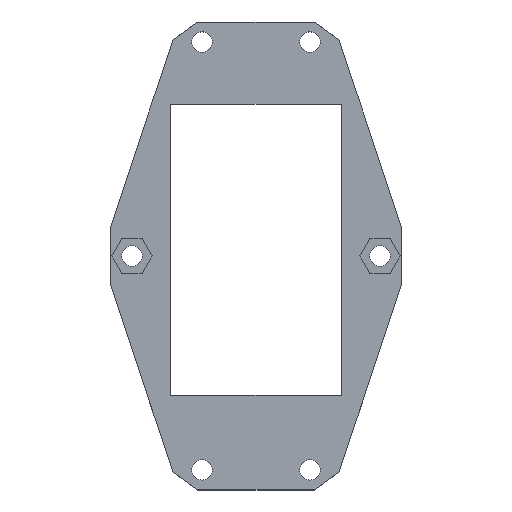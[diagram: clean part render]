
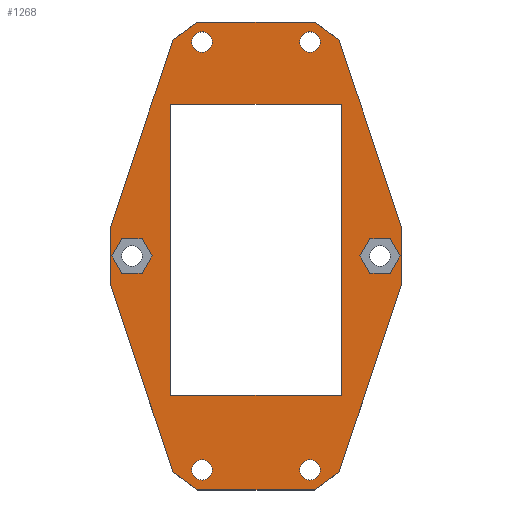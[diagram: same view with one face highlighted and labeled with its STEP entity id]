
A CAD part, top view. The second image highlights one B-rep face of the part: STEP entity #1268.
In plain terms, the highlighted planar face has unit normal (0, 0, 1).
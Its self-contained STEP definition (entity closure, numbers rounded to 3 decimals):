
#28=FACE_BOUND('',#182,.T.);
#29=FACE_BOUND('',#183,.T.);
#30=FACE_BOUND('',#184,.T.);
#31=FACE_BOUND('',#185,.T.);
#32=FACE_BOUND('',#186,.T.);
#33=FACE_BOUND('',#187,.T.);
#34=FACE_BOUND('',#188,.T.);
#48=PLANE('',#1372);
#108=FACE_OUTER_BOUND('',#181,.T.);
#181=EDGE_LOOP('',(#973,#974,#975,#976,#977,#978,#979,#980,#981,#982,#983,
#984));
#182=EDGE_LOOP('',(#985));
#183=EDGE_LOOP('',(#986));
#184=EDGE_LOOP('',(#987));
#185=EDGE_LOOP('',(#988));
#186=EDGE_LOOP('',(#989,#990,#991,#992));
#187=EDGE_LOOP('',(#993,#994,#995,#996,#997,#998));
#188=EDGE_LOOP('',(#999,#1000,#1001,#1002,#1003,#1004));
#244=LINE('',#1786,#402);
#247=LINE('',#1792,#405);
#250=LINE('',#1798,#408);
#251=LINE('',#1802,#409);
#257=LINE('',#1815,#415);
#261=LINE('',#1824,#419);
#263=LINE('',#1829,#421);
#269=LINE('',#1842,#427);
#275=LINE('',#1879,#433);
#280=LINE('',#1887,#438);
#297=LINE('',#1934,#455);
#298=LINE('',#1935,#456);
#299=LINE('',#1936,#457);
#300=LINE('',#1937,#458);
#301=LINE('',#1938,#459);
#302=LINE('',#1939,#460);
#303=LINE('',#1942,#461);
#304=LINE('',#1944,#462);
#305=LINE('',#1946,#463);
#306=LINE('',#1948,#464);
#307=LINE('',#1950,#465);
#308=LINE('',#1951,#466);
#309=LINE('',#1954,#467);
#310=LINE('',#1956,#468);
#311=LINE('',#1958,#469);
#312=LINE('',#1960,#470);
#313=LINE('',#1962,#471);
#314=LINE('',#1963,#472);
#402=VECTOR('',#1446,1000.);
#405=VECTOR('',#1451,1000.);
#408=VECTOR('',#1456,1000.);
#409=VECTOR('',#1459,1000.);
#415=VECTOR('',#1467,1000.);
#419=VECTOR('',#1473,1000.);
#421=VECTOR('',#1477,1000.);
#427=VECTOR('',#1485,1000.);
#433=VECTOR('',#1525,1000.);
#438=VECTOR('',#1532,1000.);
#455=VECTOR('',#1565,1000.);
#456=VECTOR('',#1566,1000.);
#457=VECTOR('',#1567,1000.);
#458=VECTOR('',#1568,1000.);
#459=VECTOR('',#1569,1000.);
#460=VECTOR('',#1570,1000.);
#461=VECTOR('',#1571,1000.);
#462=VECTOR('',#1572,1000.);
#463=VECTOR('',#1573,1000.);
#464=VECTOR('',#1574,1000.);
#465=VECTOR('',#1575,1000.);
#466=VECTOR('',#1576,1000.);
#467=VECTOR('',#1577,1000.);
#468=VECTOR('',#1578,1000.);
#469=VECTOR('',#1579,1000.);
#470=VECTOR('',#1580,1000.);
#471=VECTOR('',#1581,1000.);
#472=VECTOR('',#1582,1000.);
#563=CIRCLE('',#1350,1.65);
#566=CIRCLE('',#1354,1.65);
#569=CIRCLE('',#1358,1.65);
#572=CIRCLE('',#1362,1.65);
#586=VERTEX_POINT('',#1780);
#588=VERTEX_POINT('',#1784);
#590=VERTEX_POINT('',#1789);
#592=VERTEX_POINT('',#1795);
#593=VERTEX_POINT('',#1800);
#594=VERTEX_POINT('',#1801);
#599=VERTEX_POINT('',#1812);
#600=VERTEX_POINT('',#1814);
#603=VERTEX_POINT('',#1821);
#604=VERTEX_POINT('',#1823);
#605=VERTEX_POINT('',#1827);
#606=VERTEX_POINT('',#1828);
#611=VERTEX_POINT('',#1839);
#612=VERTEX_POINT('',#1841);
#615=VERTEX_POINT('',#1849);
#618=VERTEX_POINT('',#1857);
#621=VERTEX_POINT('',#1865);
#624=VERTEX_POINT('',#1873);
#625=VERTEX_POINT('',#1877);
#626=VERTEX_POINT('',#1878);
#651=VERTEX_POINT('',#1940);
#652=VERTEX_POINT('',#1941);
#653=VERTEX_POINT('',#1943);
#654=VERTEX_POINT('',#1945);
#655=VERTEX_POINT('',#1947);
#656=VERTEX_POINT('',#1949);
#657=VERTEX_POINT('',#1952);
#658=VERTEX_POINT('',#1953);
#659=VERTEX_POINT('',#1955);
#660=VERTEX_POINT('',#1957);
#661=VERTEX_POINT('',#1959);
#662=VERTEX_POINT('',#1961);
#710=EDGE_CURVE('',#586,#588,#244,.T.);
#713=EDGE_CURVE('',#586,#590,#247,.T.);
#716=EDGE_CURVE('',#590,#592,#250,.T.);
#717=EDGE_CURVE('',#593,#594,#251,.T.);
#723=EDGE_CURVE('',#600,#599,#257,.T.);
#727=EDGE_CURVE('',#603,#604,#261,.T.);
#729=EDGE_CURVE('',#605,#606,#263,.T.);
#735=EDGE_CURVE('',#612,#611,#269,.T.);
#740=EDGE_CURVE('',#615,#615,#563,.T.);
#744=EDGE_CURVE('',#618,#618,#566,.T.);
#748=EDGE_CURVE('',#621,#621,#569,.T.);
#752=EDGE_CURVE('',#624,#624,#572,.T.);
#753=EDGE_CURVE('',#625,#626,#275,.T.);
#758=EDGE_CURVE('',#588,#592,#280,.T.);
#781=EDGE_CURVE('',#599,#593,#297,.F.);
#782=EDGE_CURVE('',#594,#626,#298,.T.);
#783=EDGE_CURVE('',#625,#612,#299,.T.);
#784=EDGE_CURVE('',#611,#605,#300,.F.);
#785=EDGE_CURVE('',#606,#604,#301,.T.);
#786=EDGE_CURVE('',#603,#600,#302,.T.);
#787=EDGE_CURVE('',#651,#652,#303,.T.);
#788=EDGE_CURVE('',#653,#651,#304,.T.);
#789=EDGE_CURVE('',#654,#653,#305,.T.);
#790=EDGE_CURVE('',#655,#654,#306,.T.);
#791=EDGE_CURVE('',#656,#655,#307,.T.);
#792=EDGE_CURVE('',#652,#656,#308,.T.);
#793=EDGE_CURVE('',#657,#658,#309,.T.);
#794=EDGE_CURVE('',#659,#657,#310,.T.);
#795=EDGE_CURVE('',#660,#659,#311,.T.);
#796=EDGE_CURVE('',#661,#660,#312,.T.);
#797=EDGE_CURVE('',#662,#661,#313,.T.);
#798=EDGE_CURVE('',#658,#662,#314,.T.);
#973=ORIENTED_EDGE('',*,*,#723,.T.);
#974=ORIENTED_EDGE('',*,*,#781,.T.);
#975=ORIENTED_EDGE('',*,*,#717,.T.);
#976=ORIENTED_EDGE('',*,*,#782,.T.);
#977=ORIENTED_EDGE('',*,*,#753,.F.);
#978=ORIENTED_EDGE('',*,*,#783,.T.);
#979=ORIENTED_EDGE('',*,*,#735,.T.);
#980=ORIENTED_EDGE('',*,*,#784,.T.);
#981=ORIENTED_EDGE('',*,*,#729,.T.);
#982=ORIENTED_EDGE('',*,*,#785,.T.);
#983=ORIENTED_EDGE('',*,*,#727,.F.);
#984=ORIENTED_EDGE('',*,*,#786,.T.);
#985=ORIENTED_EDGE('',*,*,#752,.T.);
#986=ORIENTED_EDGE('',*,*,#748,.F.);
#987=ORIENTED_EDGE('',*,*,#744,.T.);
#988=ORIENTED_EDGE('',*,*,#740,.F.);
#989=ORIENTED_EDGE('',*,*,#710,.T.);
#990=ORIENTED_EDGE('',*,*,#758,.T.);
#991=ORIENTED_EDGE('',*,*,#716,.F.);
#992=ORIENTED_EDGE('',*,*,#713,.F.);
#993=ORIENTED_EDGE('',*,*,#787,.F.);
#994=ORIENTED_EDGE('',*,*,#788,.F.);
#995=ORIENTED_EDGE('',*,*,#789,.F.);
#996=ORIENTED_EDGE('',*,*,#790,.F.);
#997=ORIENTED_EDGE('',*,*,#791,.F.);
#998=ORIENTED_EDGE('',*,*,#792,.F.);
#999=ORIENTED_EDGE('',*,*,#793,.F.);
#1000=ORIENTED_EDGE('',*,*,#794,.F.);
#1001=ORIENTED_EDGE('',*,*,#795,.F.);
#1002=ORIENTED_EDGE('',*,*,#796,.F.);
#1003=ORIENTED_EDGE('',*,*,#797,.F.);
#1004=ORIENTED_EDGE('',*,*,#798,.F.);
#1268=ADVANCED_FACE('',(#108,#28,#29,#30,#31,#32,#33,#34),#48,.F.);
#1350=AXIS2_PLACEMENT_3D('',#1851,#1494,#1495);
#1354=AXIS2_PLACEMENT_3D('',#1859,#1503,#1504);
#1358=AXIS2_PLACEMENT_3D('',#1867,#1512,#1513);
#1362=AXIS2_PLACEMENT_3D('',#1875,#1521,#1522);
#1372=AXIS2_PLACEMENT_3D('',#1933,#1563,#1564);
#1446=DIRECTION('',(-1.,0.,0.));
#1451=DIRECTION('',(0.,1.,0.));
#1456=DIRECTION('',(-1.,0.,0.));
#1459=DIRECTION('',(-0.316,0.949,0.));
#1467=DIRECTION('',(0.316,0.949,0.));
#1473=DIRECTION('',(-1.,0.,0.));
#1477=DIRECTION('',(0.316,-0.949,0.));
#1485=DIRECTION('',(-0.316,-0.949,0.));
#1494=DIRECTION('center_axis',(0.,0.,1.));
#1495=DIRECTION('ref_axis',(0.,1.,0.));
#1503=DIRECTION('center_axis',(0.,0.,-1.));
#1504=DIRECTION('ref_axis',(0.,1.,0.));
#1512=DIRECTION('center_axis',(0.,0.,1.));
#1513=DIRECTION('ref_axis',(0.,1.,0.));
#1521=DIRECTION('center_axis',(0.,0.,-1.));
#1522=DIRECTION('ref_axis',(0.,1.,0.));
#1525=DIRECTION('',(1.,0.,0.));
#1532=DIRECTION('',(0.,1.,0.));
#1563=DIRECTION('center_axis',(0.,0.,-1.));
#1564=DIRECTION('ref_axis',(1.,0.,0.));
#1565=DIRECTION('',(0.,-1.,0.));
#1566=DIRECTION('',(-0.811,0.585,0.));
#1567=DIRECTION('',(-0.811,-0.585,0.));
#1568=DIRECTION('',(0.,1.,0.));
#1569=DIRECTION('',(0.811,-0.585,0.));
#1570=DIRECTION('',(0.811,0.585,0.));
#1571=DIRECTION('',(1.,0.,0.));
#1572=DIRECTION('',(0.5,-0.866,0.));
#1573=DIRECTION('',(-0.5,-0.866,0.));
#1574=DIRECTION('',(-1.,0.,0.));
#1575=DIRECTION('',(-0.5,0.866,0.));
#1576=DIRECTION('',(0.5,0.866,0.));
#1577=DIRECTION('',(1.,0.,0.));
#1578=DIRECTION('',(0.5,-0.866,0.));
#1579=DIRECTION('',(-0.5,-0.866,0.));
#1580=DIRECTION('',(-1.,0.,0.));
#1581=DIRECTION('',(-0.5,0.866,0.));
#1582=DIRECTION('',(0.5,0.866,0.));
#1780=CARTESIAN_POINT('',(13.75,-22.5,6.));
#1784=CARTESIAN_POINT('',(-13.75,-22.5,6.));
#1786=CARTESIAN_POINT('',(0.,-22.5,6.));
#1789=CARTESIAN_POINT('',(13.75,24.5,6.));
#1792=CARTESIAN_POINT('',(13.75,1.,6.));
#1795=CARTESIAN_POINT('',(-13.75,24.5,6.));
#1798=CARTESIAN_POINT('',(0.,24.5,6.));
#1800=CARTESIAN_POINT('',(23.419,4.743,6.));
#1801=CARTESIAN_POINT('',(13.371,34.887,6.));
#1802=CARTESIAN_POINT('',(18.711,18.867,6.));
#1812=CARTESIAN_POINT('',(23.419,-4.743,6.));
#1814=CARTESIAN_POINT('',(13.371,-34.887,6.));
#1815=CARTESIAN_POINT('',(18.711,-18.867,6.));
#1821=CARTESIAN_POINT('',(9.422,-37.733,6.));
#1823=CARTESIAN_POINT('',(-9.422,-37.733,6.));
#1824=CARTESIAN_POINT('',(6.211,-37.733,6.));
#1827=CARTESIAN_POINT('',(-23.419,-4.743,6.));
#1828=CARTESIAN_POINT('',(-13.371,-34.887,6.));
#1829=CARTESIAN_POINT('',(-18.711,-18.867,6.));
#1839=CARTESIAN_POINT('',(-23.419,4.743,6.));
#1841=CARTESIAN_POINT('',(-13.371,34.887,6.));
#1842=CARTESIAN_POINT('',(-18.711,18.867,6.));
#1849=CARTESIAN_POINT('',(-8.7,-32.85,6.));
#1851=CARTESIAN_POINT('Origin',(-8.7,-34.5,6.));
#1857=CARTESIAN_POINT('',(-8.7,36.15,6.));
#1859=CARTESIAN_POINT('Origin',(-8.7,34.5,6.));
#1865=CARTESIAN_POINT('',(8.7,36.15,6.));
#1867=CARTESIAN_POINT('Origin',(8.7,34.5,6.));
#1873=CARTESIAN_POINT('',(8.7,-32.85,6.));
#1875=CARTESIAN_POINT('Origin',(8.7,-34.5,6.));
#1877=CARTESIAN_POINT('',(-9.422,37.733,6.));
#1878=CARTESIAN_POINT('',(9.422,37.733,6.));
#1879=CARTESIAN_POINT('',(-6.211,37.733,6.));
#1887=CARTESIAN_POINT('',(-13.75,1.,6.));
#1933=CARTESIAN_POINT('Origin',(0.,0.,6.));
#1934=CARTESIAN_POINT('',(23.419,-4.743,6.));
#1935=CARTESIAN_POINT('',(13.371,34.887,6.));
#1936=CARTESIAN_POINT('',(-9.422,37.733,6.));
#1937=CARTESIAN_POINT('',(-23.419,4.743,6.));
#1938=CARTESIAN_POINT('',(-13.371,-34.887,6.));
#1939=CARTESIAN_POINT('',(9.422,-37.733,6.));
#1940=CARTESIAN_POINT('',(18.383,-2.8,6.));
#1941=CARTESIAN_POINT('',(21.617,-2.8,6.));
#1942=CARTESIAN_POINT('',(20.,-2.8,6.));
#1943=CARTESIAN_POINT('',(16.767,0.,6.));
#1944=CARTESIAN_POINT('',(17.575,-1.4,6.));
#1945=CARTESIAN_POINT('',(18.383,2.8,6.));
#1946=CARTESIAN_POINT('',(17.575,1.4,6.));
#1947=CARTESIAN_POINT('',(21.617,2.8,6.));
#1948=CARTESIAN_POINT('',(20.,2.8,6.));
#1949=CARTESIAN_POINT('',(23.233,0.,6.));
#1950=CARTESIAN_POINT('',(22.425,1.4,6.));
#1951=CARTESIAN_POINT('',(22.425,-1.4,6.));
#1952=CARTESIAN_POINT('',(-21.617,-2.8,6.));
#1953=CARTESIAN_POINT('',(-18.383,-2.8,6.));
#1954=CARTESIAN_POINT('',(-20.,-2.8,6.));
#1955=CARTESIAN_POINT('',(-23.233,0.,6.));
#1956=CARTESIAN_POINT('',(-22.425,-1.4,6.));
#1957=CARTESIAN_POINT('',(-21.617,2.8,6.));
#1958=CARTESIAN_POINT('',(-22.425,1.4,6.));
#1959=CARTESIAN_POINT('',(-18.383,2.8,6.));
#1960=CARTESIAN_POINT('',(-20.,2.8,6.));
#1961=CARTESIAN_POINT('',(-16.767,0.,6.));
#1962=CARTESIAN_POINT('',(-17.575,1.4,6.));
#1963=CARTESIAN_POINT('',(-17.575,-1.4,6.));
